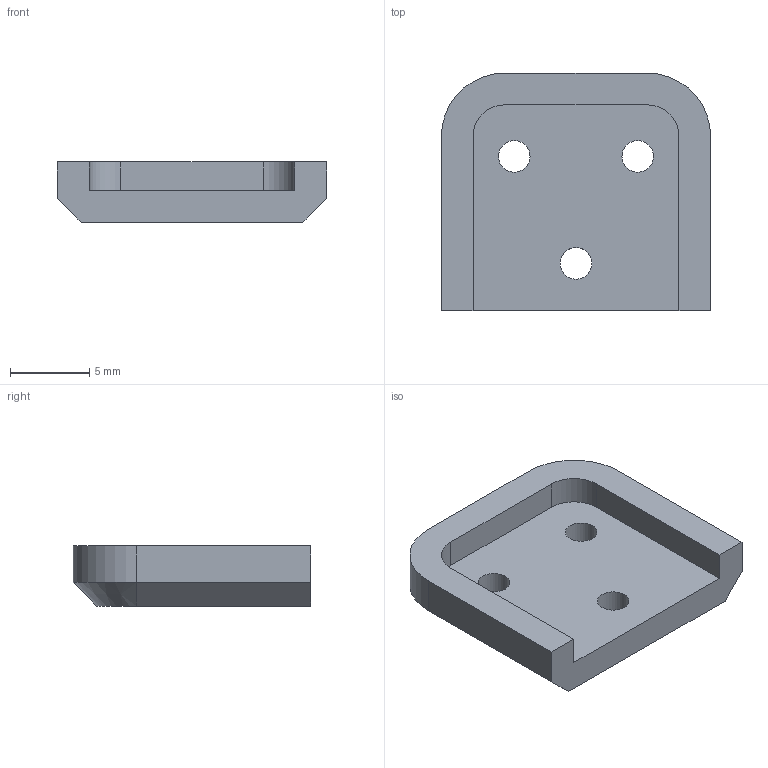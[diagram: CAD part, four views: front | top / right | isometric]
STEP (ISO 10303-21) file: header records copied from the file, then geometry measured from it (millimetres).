
FILE_DESCRIPTION(/* description */ (''),/* implementation_level */ '2;1');
FILE_NAME(/* name */ 'Cage d''appui de languette.stp',/* time_stamp */ '2019-07-15T17:14:45+02:00',/* author */ ('Aeris'),/* organization */ (''),/* preprocessor_version */ 'ST-DEVELOPER v17',/* originating_system */ 'Autodesk Inventor 2019',/* authorisation */ '');
FILE_SCHEMA (('AUTOMOTIVE_DESIGN { 1 0 10303 214 3 1 1 }'));
Length unit declared in the file: millimetre
Products named in the file (1): Fermoir - Cage d'appui languette
Bounding box: 17 x 15 x 3.8 mm (x, y, z)
Volume: 573 mm3; surface area: 742.4 mm2
Topology: 1 solids, 1 shells, 25 faces, 68 edges, 45 vertices
Faces by surface type: plane 13, cylinder 7, cone 5
Full cylindrical faces by diameter (mm): 2 x3
Entity records: 857 total; most frequent: DIRECTION 145, CARTESIAN_POINT 139, ORIENTED_EDGE 136, EDGE_CURVE 68, AXIS2_PLACEMENT_3D 51, VERTEX_POINT 45, LINE 43, VECTOR 43
